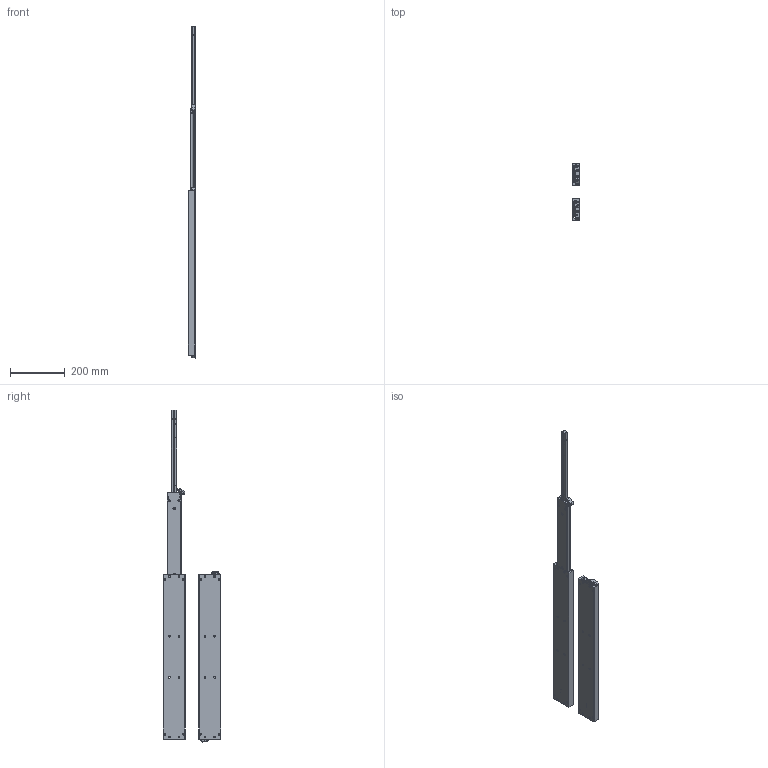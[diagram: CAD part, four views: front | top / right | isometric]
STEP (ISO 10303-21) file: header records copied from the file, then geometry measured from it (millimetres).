
FILE_DESCRIPTION(/* description */ (''),/* implementation_level */ '2;1');
FILE_NAME(/* name */ 'DA4165-0060.stp',/* time_stamp */ '2020-08-25T15:09:22+01:00',/* author */ ('kchown'),/* organization */ (''),/* preprocessor_version */ 'ST-DEVELOPER v15.6',/* originating_system */ 'Autodesk Inventor 2015',/* authorisation */ '');
FILE_SCHEMA (('AUTOMOTIVE_DESIGN { 1 0 10303 214 3 1 1 }'));
Products named in the file (3): DA4165-0060 Closed ipart; DA4165-0060 Open ipart; DA4165-0060
Assembly tree (2 placements, depth 2):
  DA4165-0060
    DA4165-0060 Closed ipart
    DA4165-0060 Open ipart
Bounding box: 26.5 x 210 x 1210.82 mm (x, y, z)
Volume: 1552316.7 mm3; surface area: 615800.9 mm2
Topology: 10 solids, 10 shells, 1480 faces, 4455 edges, 3001 vertices
Faces by surface type: plane 482, cylinder 364, bspline 322, cone 228, sphere 84
Full cylindrical faces by diameter (mm): 4.134 x42, 4.95 x16, 5.07 x32, 6.6 x16, 6.647 x12, 7.001 x4, 9 x6
Entity records: 80995 total; most frequent: CARTESIAN_POINT 44445, ORIENTED_EDGE 7978, DIRECTION 5708, EDGE_CURVE 3989, VERTEX_POINT 2757, AXIS2_PLACEMENT_3D 1912, LINE 1884, VECTOR 1884
